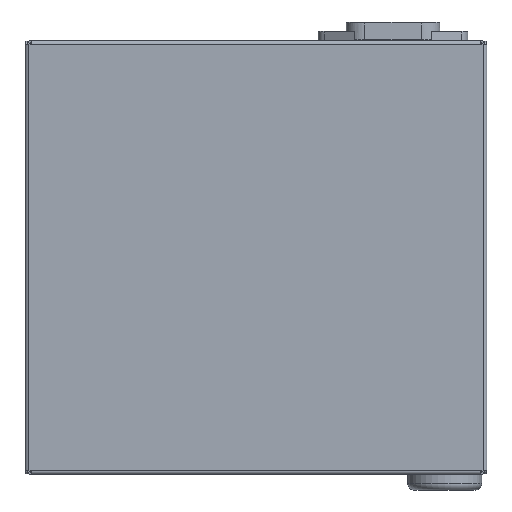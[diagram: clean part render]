
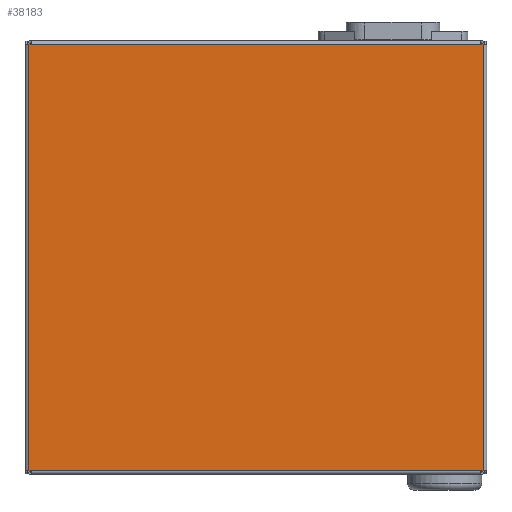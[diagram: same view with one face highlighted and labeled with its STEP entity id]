
A CAD part, front view. The second image highlights one B-rep face of the part: STEP entity #38183.
In plain terms, the highlighted planar face has unit normal (0, -1, 0).
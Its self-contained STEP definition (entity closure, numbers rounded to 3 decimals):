
#1121=LINE('',#52927,#5709);
#1131=LINE('',#52955,#5719);
#4506=LINE('',#59807,#9094);
#4510=LINE('',#59821,#9098);
#4519=LINE('',#59843,#9107);
#4525=LINE('',#59863,#9113);
#4526=LINE('',#59865,#9114);
#4527=LINE('',#59866,#9115);
#5709=VECTOR('',#41735,0.8);
#5719=VECTOR('',#41755,0.8);
#9094=VECTOR('',#47524,0.8);
#9098=VECTOR('',#47542,0.8);
#9107=VECTOR('',#47559,0.8);
#9113=VECTOR('',#47585,138.6);
#9114=VECTOR('',#47588,10.);
#9115=VECTOR('',#47589,10.);
#11665=PLANE('',#40389);
#13240=FACE_OUTER_BOUND('',#15579,.T.);
#15579=EDGE_LOOP('',(#33167,#33168,#33169,#33170,#33171,#33172,#33173,#33174));
#17067=VERTEX_POINT('',#52923);
#17069=VERTEX_POINT('',#52926);
#17076=VERTEX_POINT('',#52941);
#17082=VERTEX_POINT('',#52953);
#19361=VERTEX_POINT('',#59804);
#19362=VERTEX_POINT('',#59806);
#19365=VERTEX_POINT('',#59820);
#19374=VERTEX_POINT('',#59841);
#20698=EDGE_CURVE('',#17069,#17067,#1121,.T.);
#20712=EDGE_CURVE('',#17076,#17082,#1131,.T.);
#24137=EDGE_CURVE('',#19362,#19361,#4506,.T.);
#24144=EDGE_CURVE('',#19365,#19362,#4510,.T.);
#24156=EDGE_CURVE('',#19361,#19374,#4519,.T.);
#24166=EDGE_CURVE('',#17082,#19365,#4525,.T.);
#24167=EDGE_CURVE('',#17076,#17067,#4526,.T.);
#24168=EDGE_CURVE('',#19374,#17069,#4527,.T.);
#33167=ORIENTED_EDGE('',*,*,#20698,.T.);
#33168=ORIENTED_EDGE('',*,*,#24167,.F.);
#33169=ORIENTED_EDGE('',*,*,#20712,.T.);
#33170=ORIENTED_EDGE('',*,*,#24166,.T.);
#33171=ORIENTED_EDGE('',*,*,#24144,.T.);
#33172=ORIENTED_EDGE('',*,*,#24137,.T.);
#33173=ORIENTED_EDGE('',*,*,#24156,.T.);
#33174=ORIENTED_EDGE('',*,*,#24168,.T.);
#38183=ADVANCED_FACE('',(#13240),#11665,.T.);
#40389=AXIS2_PLACEMENT_3D('',#59864,#47586,#47587);
#41735=DIRECTION('',(1.,0.,0.));
#41755=DIRECTION('',(1.,0.,0.));
#47524=DIRECTION('',(-1.,0.,0.));
#47542=DIRECTION('',(-1.,0.,0.));
#47559=DIRECTION('',(-1.,0.,0.));
#47585=DIRECTION('',(0.,0.,1.));
#47586=DIRECTION('center_axis',(0.,-1.,0.));
#47587=DIRECTION('ref_axis',(0.,0.,-1.));
#47588=DIRECTION('',(-1.,0.,0.));
#47589=DIRECTION('',(0.,0.,-1.));
#52923=CARTESIAN_POINT('',(-73.,0.,-69.3));
#52926=CARTESIAN_POINT('',(-73.8,0.,-69.3));
#52927=CARTESIAN_POINT('',(-73.8,0.,-69.3));
#52941=CARTESIAN_POINT('',(73.,0.,-69.3));
#52953=CARTESIAN_POINT('',(73.8,0.,-69.3));
#52955=CARTESIAN_POINT('',(-73.8,0.,-69.3));
#59804=CARTESIAN_POINT('',(-73.,0.,69.3));
#59806=CARTESIAN_POINT('',(73.,0.,69.3));
#59807=CARTESIAN_POINT('',(73.8,0.,69.3));
#59820=CARTESIAN_POINT('',(73.8,0.,69.3));
#59821=CARTESIAN_POINT('',(73.8,0.,69.3));
#59841=CARTESIAN_POINT('',(-73.8,0.,69.3));
#59843=CARTESIAN_POINT('',(73.8,0.,69.3));
#59863=CARTESIAN_POINT('',(73.8,0.,-69.3));
#59864=CARTESIAN_POINT('Origin',(-73.8,0.,0.));
#59865=CARTESIAN_POINT('',(73.,0.,-69.3));
#59866=CARTESIAN_POINT('',(-73.8,0.,69.3));
